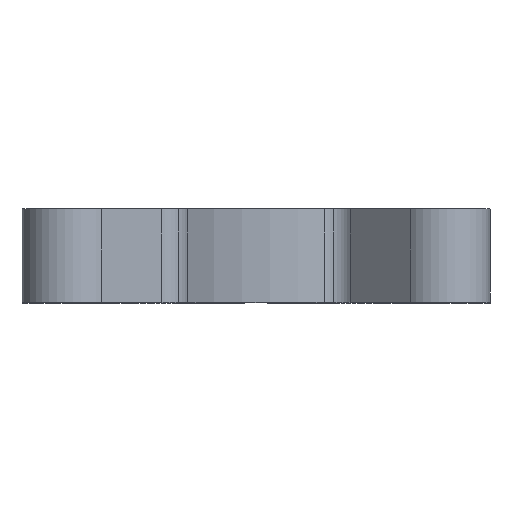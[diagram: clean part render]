
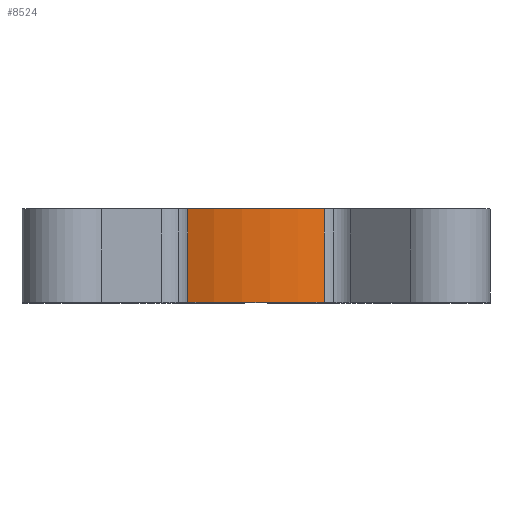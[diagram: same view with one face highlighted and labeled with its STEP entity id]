
A CAD part, top view. The second image highlights one B-rep face of the part: STEP entity #8524.
In plain terms, the highlighted cylindrical face has radius 14.5 mm (diameter 29 mm), a partial arc.
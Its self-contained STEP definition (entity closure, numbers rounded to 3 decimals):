
#72 = CARTESIAN_POINT ( 'NONE',  ( 5.823, 8., 13.28 ) ) ;
#438 = LINE ( 'NONE', #7741, #2459 ) ;
#749 = VERTEX_POINT ( 'NONE', #72 ) ;
#1239 = DIRECTION ( 'NONE',  ( 0., 0., 1. ) ) ;
#1843 = EDGE_CURVE ( 'NONE', #2385, #10011, #438, .T. ) ;
#1933 = CARTESIAN_POINT ( 'NONE',  ( 0., 8., 0. ) ) ;
#2002 = EDGE_CURVE ( 'NONE', #2385, #749, #4177, .T. ) ;
#2116 = VECTOR ( 'NONE', #7408, 1000. ) ;
#2297 = CYLINDRICAL_SURFACE ( 'NONE', #3717, 14.5 ) ;
#2385 = VERTEX_POINT ( 'NONE', #5493 ) ;
#2459 = VECTOR ( 'NONE', #6901, 1000. ) ;
#2687 = CARTESIAN_POINT ( 'NONE',  ( 0., 8., 0. ) ) ;
#2843 = CARTESIAN_POINT ( 'NONE',  ( -5.823, 0., 13.28 ) ) ;
#2937 = VERTEX_POINT ( 'NONE', #9072 ) ;
#3138 = ORIENTED_EDGE ( 'NONE', *, *, #1843, .T. ) ;
#3140 = EDGE_CURVE ( 'NONE', #2937, #749, #9767, .T. ) ;
#3717 = AXIS2_PLACEMENT_3D ( 'NONE', #2687, #8905, #7137 ) ;
#4177 = CIRCLE ( 'NONE', #5524, 14.5 ) ;
#4913 = ORIENTED_EDGE ( 'NONE', *, *, #3140, .T. ) ;
#5493 = CARTESIAN_POINT ( 'NONE',  ( -5.823, 8., 13.28 ) ) ;
#5524 = AXIS2_PLACEMENT_3D ( 'NONE', #1933, #7246, #8048 ) ;
#5829 = CIRCLE ( 'NONE', #10650, 14.5 ) ;
#6317 = EDGE_CURVE ( 'NONE', #10011, #2937, #5829, .T. ) ;
#6642 = CARTESIAN_POINT ( 'NONE',  ( 5.823, 8., 13.28 ) ) ;
#6901 = DIRECTION ( 'NONE',  ( 0., -1., 0. ) ) ;
#7137 = DIRECTION ( 'NONE',  ( 0., 0., -1. ) ) ;
#7246 = DIRECTION ( 'NONE',  ( 0., 1., 0. ) ) ;
#7408 = DIRECTION ( 'NONE',  ( 0., 1., 0. ) ) ;
#7473 = EDGE_LOOP ( 'NONE', ( #8547, #3138, #8776, #4913 ) ) ;
#7741 = CARTESIAN_POINT ( 'NONE',  ( -5.823, 8., 13.28 ) ) ;
#8048 = DIRECTION ( 'NONE',  ( 0., 0., 1. ) ) ;
#8178 = CARTESIAN_POINT ( 'NONE',  ( 0., 0., 0. ) ) ;
#8524 = ADVANCED_FACE ( 'NONE', ( #10328 ), #2297, .T. ) ;
#8547 = ORIENTED_EDGE ( 'NONE', *, *, #2002, .F. ) ;
#8776 = ORIENTED_EDGE ( 'NONE', *, *, #6317, .T. ) ;
#8905 = DIRECTION ( 'NONE',  ( 0., -1., 0. ) ) ;
#9030 = DIRECTION ( 'NONE',  ( 0., 1., 0. ) ) ;
#9072 = CARTESIAN_POINT ( 'NONE',  ( 5.823, 0., 13.28 ) ) ;
#9767 = LINE ( 'NONE', #6642, #2116 ) ;
#10011 = VERTEX_POINT ( 'NONE', #2843 ) ;
#10328 = FACE_OUTER_BOUND ( 'NONE', #7473, .T. ) ;
#10650 = AXIS2_PLACEMENT_3D ( 'NONE', #8178, #9030, #1239 ) ;
